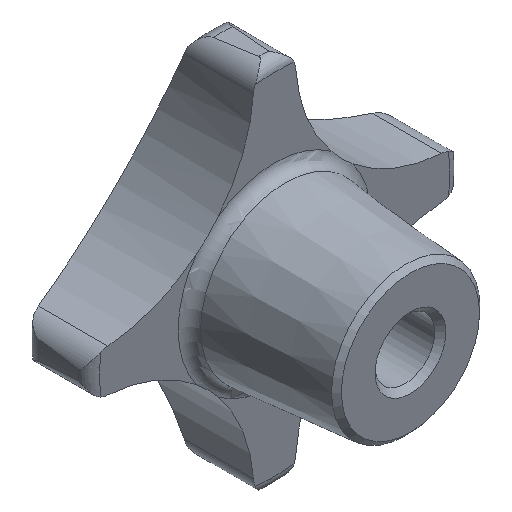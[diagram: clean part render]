
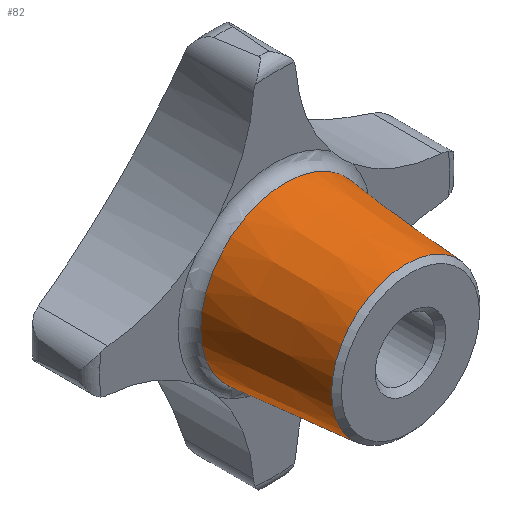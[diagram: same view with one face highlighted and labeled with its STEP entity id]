
A CAD part, isometric view. The second image highlights one B-rep face of the part: STEP entity #82.
In plain terms, the highlighted conical face has half-angle 5 degrees and reference radius 14.352 mm.
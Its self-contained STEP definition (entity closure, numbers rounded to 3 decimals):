
#82 = ADVANCED_FACE( '', ( #185, #186 ), #187, .T. );
#185 = FACE_BOUND( '', #309, .T. );
#186 = FACE_OUTER_BOUND( '', #310, .T. );
#187 = CONICAL_SURFACE( '', #311, 14.353, 0.087 );
#309 = EDGE_LOOP( '', ( #481 ) );
#310 = EDGE_LOOP( '', ( #482 ) );
#311 = AXIS2_PLACEMENT_3D( '', #483, #484, #485 );
#481 = ORIENTED_EDGE( '', *, *, #764, .F. );
#482 = ORIENTED_EDGE( '', *, *, #765, .T. );
#483 = CARTESIAN_POINT( '', ( 0., 21.174, 0. ) );
#484 = DIRECTION( '', ( 0., 1., 0. ) );
#485 = DIRECTION( '', ( 0., 0., 1. ) );
#764 = EDGE_CURVE( '', #920, #920, #921, .T. );
#765 = EDGE_CURVE( '', #922, #922, #923, .T. );
#920 = VERTEX_POINT( '', #1244 );
#921 = CIRCLE( '', #1245, 12.57 );
#922 = VERTEX_POINT( '', #1246 );
#923 = CIRCLE( '', #1247, 14.353 );
#1244 = CARTESIAN_POINT( '', ( 0., 0.8, -12.57 ) );
#1245 = AXIS2_PLACEMENT_3D( '', #1751, #1752, #1753 );
#1246 = CARTESIAN_POINT( '', ( 0., 21.174, -14.353 ) );
#1247 = AXIS2_PLACEMENT_3D( '', #1754, #1755, #1756 );
#1751 = CARTESIAN_POINT( '', ( 0., 0.8, 0. ) );
#1752 = DIRECTION( '', ( 0., -1., 0. ) );
#1753 = DIRECTION( '', ( 0., 0., -1. ) );
#1754 = CARTESIAN_POINT( '', ( 0., 21.174, 0. ) );
#1755 = DIRECTION( '', ( 0., -1., 0. ) );
#1756 = DIRECTION( '', ( 0., 0., -1. ) );
